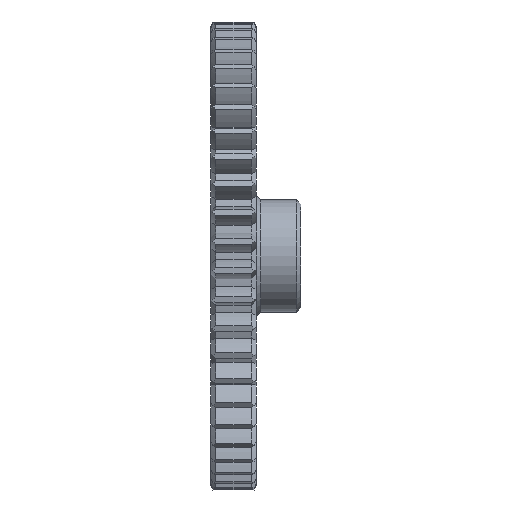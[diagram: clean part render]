
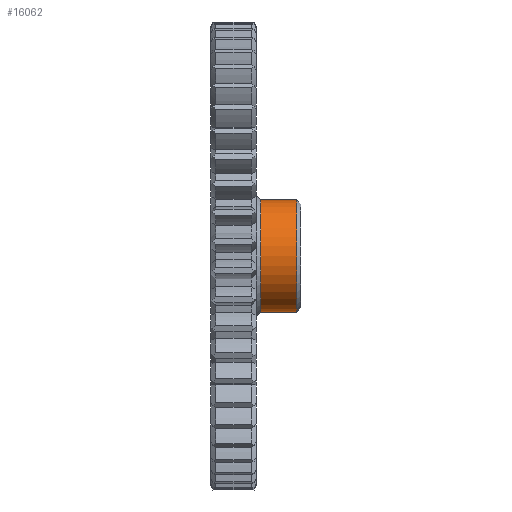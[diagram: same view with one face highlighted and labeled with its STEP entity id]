
A CAD part, front view. The second image highlights one B-rep face of the part: STEP entity #16062.
In plain terms, the highlighted cylindrical face has radius 12.5 mm (diameter 25 mm), a partial arc.
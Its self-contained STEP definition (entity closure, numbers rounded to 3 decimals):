
#69 = FACE_OUTER_BOUND ( 'NONE', #6416, .T. ) ;
#161 = DIRECTION ( 'NONE',  ( 0., 0., 1. ) ) ;
#829 = CARTESIAN_POINT ( 'NONE',  ( 11., 0., -12.5 ) ) ;
#925 = DIRECTION ( 'NONE',  ( 0., 0., 1. ) ) ;
#1412 = LINE ( 'NONE', #15996, #5551 ) ;
#1922 = CARTESIAN_POINT ( 'NONE',  ( 11., 0., 0. ) ) ;
#3417 = CARTESIAN_POINT ( 'NONE',  ( 20., 0., 12.5 ) ) ;
#5264 = EDGE_CURVE ( 'NONE', #15014, #10638, #1412, .T. ) ;
#5551 = VECTOR ( 'NONE', #6533, 1000. ) ;
#5657 = ORIENTED_EDGE ( 'NONE', *, *, #14654, .T. ) ;
#5817 = EDGE_CURVE ( 'NONE', #14794, #10638, #16162, .T. ) ;
#6121 = VECTOR ( 'NONE', #15091, 1000. ) ;
#6416 = EDGE_LOOP ( 'NONE', ( #12873, #9387, #5657, #14818 ) ) ;
#6533 = DIRECTION ( 'NONE',  ( -1., 0., 0. ) ) ;
#7760 = AXIS2_PLACEMENT_3D ( 'NONE', #11158, #12367, #16429 ) ;
#7944 = CYLINDRICAL_SURFACE ( 'NONE', #12738, 12.5 ) ;
#8010 = EDGE_CURVE ( 'NONE', #15014, #8930, #13252, .T. ) ;
#8116 = DIRECTION ( 'NONE',  ( -1., 0., 0. ) ) ;
#8716 = LINE ( 'NONE', #3417, #6121 ) ;
#8930 = VERTEX_POINT ( 'NONE', #12075 ) ;
#9387 = ORIENTED_EDGE ( 'NONE', *, *, #8010, .T. ) ;
#10596 = CARTESIAN_POINT ( 'NONE',  ( 20., 0., 0. ) ) ;
#10638 = VERTEX_POINT ( 'NONE', #829 ) ;
#11013 = CARTESIAN_POINT ( 'NONE',  ( 19., 0., -12.5 ) ) ;
#11158 = CARTESIAN_POINT ( 'NONE',  ( 19., 0., 0. ) ) ;
#12075 = CARTESIAN_POINT ( 'NONE',  ( 19., 0., 12.5 ) ) ;
#12367 = DIRECTION ( 'NONE',  ( -1., 0., 0. ) ) ;
#12738 = AXIS2_PLACEMENT_3D ( 'NONE', #10596, #8116, #161 ) ;
#12873 = ORIENTED_EDGE ( 'NONE', *, *, #5264, .F. ) ;
#13085 = CARTESIAN_POINT ( 'NONE',  ( 11., 0., 12.5 ) ) ;
#13252 = CIRCLE ( 'NONE', #7760, 12.5 ) ;
#13708 = AXIS2_PLACEMENT_3D ( 'NONE', #1922, #16239, #925 ) ;
#14654 = EDGE_CURVE ( 'NONE', #8930, #14794, #8716, .T. ) ;
#14794 = VERTEX_POINT ( 'NONE', #13085 ) ;
#14818 = ORIENTED_EDGE ( 'NONE', *, *, #5817, .T. ) ;
#15014 = VERTEX_POINT ( 'NONE', #11013 ) ;
#15091 = DIRECTION ( 'NONE',  ( -1., 0., 0. ) ) ;
#15996 = CARTESIAN_POINT ( 'NONE',  ( 20., 0., -12.5 ) ) ;
#16062 = ADVANCED_FACE ( 'NONE', ( #69 ), #7944, .T. ) ;
#16162 = CIRCLE ( 'NONE', #13708, 12.5 ) ;
#16239 = DIRECTION ( 'NONE',  ( 1., 0., 0. ) ) ;
#16429 = DIRECTION ( 'NONE',  ( 0., 0., -1. ) ) ;
